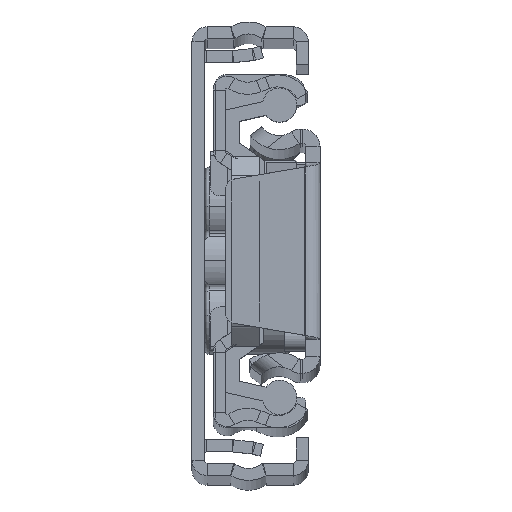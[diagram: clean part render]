
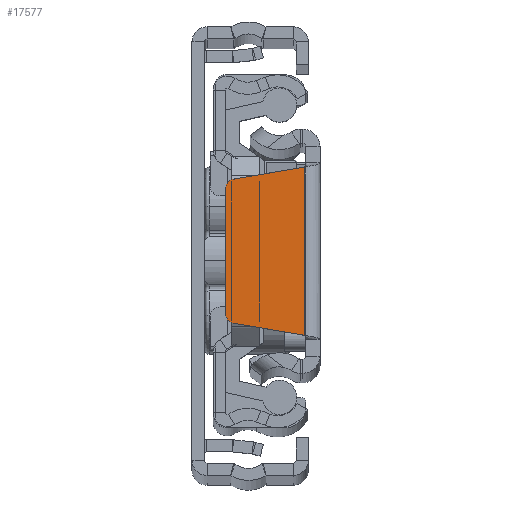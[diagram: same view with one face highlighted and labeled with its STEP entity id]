
A CAD part, top view. The second image highlights one B-rep face of the part: STEP entity #17577.
In plain terms, the highlighted planar face has unit normal (0, 0, 1).
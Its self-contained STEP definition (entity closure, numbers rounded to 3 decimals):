
#179 = EDGE_CURVE ( 'NONE', #9212, #9790, #15886, .T. ) ;
#449 = ORIENTED_EDGE ( 'NONE', *, *, #15101, .F. ) ;
#797 = DIRECTION ( 'NONE',  ( 0., 0., -1. ) ) ;
#1148 = CARTESIAN_POINT ( 'NONE',  ( -1.5, 8.35, 0. ) ) ;
#1994 = CARTESIAN_POINT ( 'NONE',  ( -8.568, 7.142, 0. ) ) ;
#2450 = VERTEX_POINT ( 'NONE', #13601 ) ;
#2549 = CARTESIAN_POINT ( 'NONE',  ( -8.568, -7.142, 0. ) ) ;
#3030 = VECTOR ( 'NONE', #12645, 1000. ) ;
#3218 = VERTEX_POINT ( 'NONE', #1148 ) ;
#3961 = DIRECTION ( 'NONE',  ( 0., -1., 0. ) ) ;
#4579 = ORIENTED_EDGE ( 'NONE', *, *, #8886, .F. ) ;
#4599 = CARTESIAN_POINT ( 'NONE',  ( -8.4, 6.156, 0. ) ) ;
#5373 = EDGE_CURVE ( 'NONE', #9790, #3218, #9473, .T. ) ;
#5585 = VERTEX_POINT ( 'NONE', #16216 ) ;
#5969 = VERTEX_POINT ( 'NONE', #2549 ) ;
#6070 = EDGE_LOOP ( 'NONE', ( #15666, #20933, #8013, #4579, #11009, #449 ) ) ;
#7707 = DIRECTION ( 'NONE',  ( 0., 0., -1. ) ) ;
#7967 = PLANE ( 'NONE',  #13881 ) ;
#8013 = ORIENTED_EDGE ( 'NONE', *, *, #179, .F. ) ;
#8576 = AXIS2_PLACEMENT_3D ( 'NONE', #20380, #797, #13862 ) ;
#8886 = EDGE_CURVE ( 'NONE', #2450, #9212, #20549, .T. ) ;
#8896 = CARTESIAN_POINT ( 'NONE',  ( -9.4, 6.156, 0. ) ) ;
#9212 = VERTEX_POINT ( 'NONE', #13566 ) ;
#9473 = LINE ( 'NONE', #17308, #3030 ) ;
#9494 = AXIS2_PLACEMENT_3D ( 'NONE', #20761, #7707, #19014 ) ;
#9790 = VERTEX_POINT ( 'NONE', #1994 ) ;
#11009 = ORIENTED_EDGE ( 'NONE', *, *, #11047, .F. ) ;
#11047 = EDGE_CURVE ( 'NONE', #5969, #2450, #16116, .T. ) ;
#11257 = DIRECTION ( 'NONE',  ( 0., 0., -1. ) ) ;
#12645 = DIRECTION ( 'NONE',  ( 0.986, 0.168, 0. ) ) ;
#13053 = EDGE_CURVE ( 'NONE', #3218, #5585, #18646, .T. ) ;
#13566 = CARTESIAN_POINT ( 'NONE',  ( -9.4, 6.156, 0. ) ) ;
#13601 = CARTESIAN_POINT ( 'NONE',  ( -9.4, -6.156, 0. ) ) ;
#13862 = DIRECTION ( 'NONE',  ( -1., 0., 0. ) ) ;
#13881 = AXIS2_PLACEMENT_3D ( 'NONE', #4599, #11257, #17860 ) ;
#15101 = EDGE_CURVE ( 'NONE', #5585, #5969, #20054, .T. ) ;
#15666 = ORIENTED_EDGE ( 'NONE', *, *, #13053, .F. ) ;
#15886 = CIRCLE ( 'NONE', #8576, 1. ) ;
#16116 = CIRCLE ( 'NONE', #9494, 1. ) ;
#16216 = CARTESIAN_POINT ( 'NONE',  ( -1.5, -8.35, 0. ) ) ;
#16268 = DIRECTION ( 'NONE',  ( -0.986, 0.168, 0. ) ) ;
#16774 = VECTOR ( 'NONE', #16268, 1000. ) ;
#17277 = DIRECTION ( 'NONE',  ( 0., 1., 0. ) ) ;
#17308 = CARTESIAN_POINT ( 'NONE',  ( -1.5, 8.35, 0. ) ) ;
#17577 = ADVANCED_FACE ( 'NONE', ( #19510 ), #7967, .F. ) ;
#17860 = DIRECTION ( 'NONE',  ( -1., 0., 0. ) ) ;
#18211 = CARTESIAN_POINT ( 'NONE',  ( -8.568, -7.142, 0. ) ) ;
#18646 = LINE ( 'NONE', #18767, #19363 ) ;
#18767 = CARTESIAN_POINT ( 'NONE',  ( -1.5, -8.35, 0. ) ) ;
#19014 = DIRECTION ( 'NONE',  ( -1., 0., 0. ) ) ;
#19363 = VECTOR ( 'NONE', #3961, 1000. ) ;
#19510 = FACE_OUTER_BOUND ( 'NONE', #6070, .T. ) ;
#20054 = LINE ( 'NONE', #18211, #16774 ) ;
#20380 = CARTESIAN_POINT ( 'NONE',  ( -8.4, 6.156, 0. ) ) ;
#20549 = LINE ( 'NONE', #8896, #20789 ) ;
#20761 = CARTESIAN_POINT ( 'NONE',  ( -8.4, -6.156, 0. ) ) ;
#20789 = VECTOR ( 'NONE', #17277, 1000. ) ;
#20933 = ORIENTED_EDGE ( 'NONE', *, *, #5373, .F. ) ;
